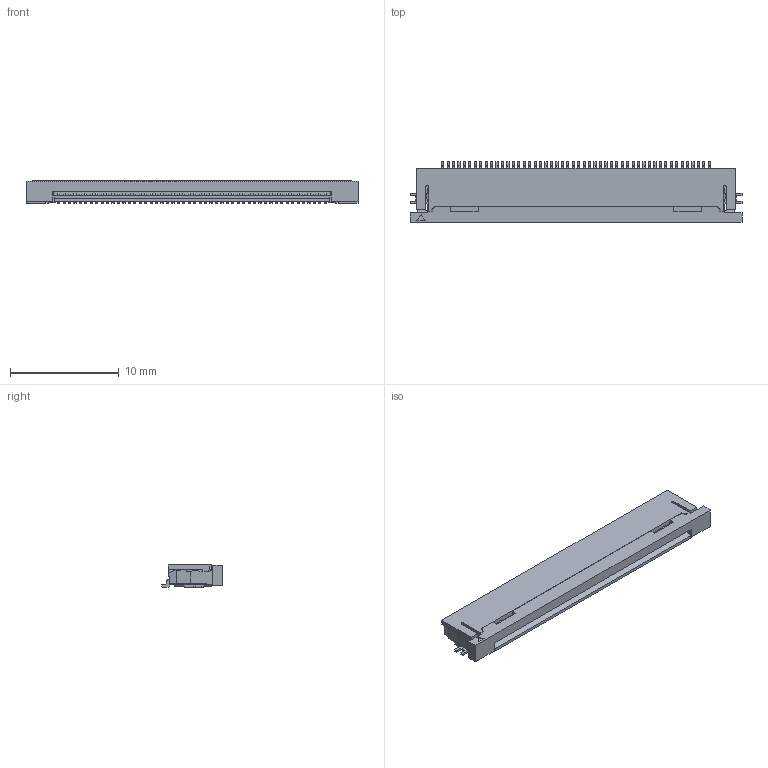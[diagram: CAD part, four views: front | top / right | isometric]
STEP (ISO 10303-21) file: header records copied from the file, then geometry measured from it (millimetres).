
FILE_DESCRIPTION(/* description */ (''),/* implementation_level */ '2;1');
FILE_NAME(/* name */ '541325062_colored.step',/* time_stamp */ '2023-01-26T20:54:23+01:00',/* author */ (''),/* organization */ (''),/* preprocessor_version */ 'ST-DEVELOPER v19.2',/* originating_system */ 'Autodesk Translation Framework v11.17.0.187',/* authorisation */ '');
FILE_SCHEMA (('AUTOMOTIVE_DESIGN { 1 0 10303 214 3 1 1 }'));
Length unit declared in the file: millimetre
Products named in the file (1): (Nicht gespeichert)
Bounding box: 30.5 x 5.6 x 2.05 mm (x, y, z)
Volume: 235.3 mm3; surface area: 833.6 mm2
Topology: 1 solids, 1 shells, 1389 faces, 4206 edges, 2752 vertices
Faces by surface type: plane 1174, cylinder 215
Entity records: 46828 total; most frequent: ORIENTED_EDGE 8412, CARTESIAN_POINT 8348, DIRECTION 7426, EDGE_CURVE 4206, LINE 3766, VECTOR 3766, VERTEX_POINT 2752, AXIS2_PLACEMENT_3D 1830
